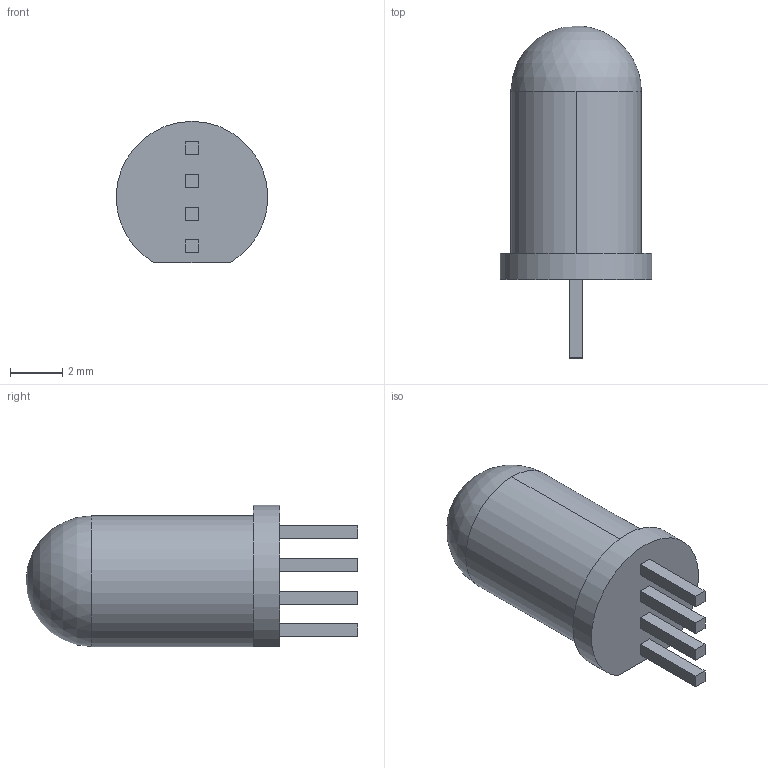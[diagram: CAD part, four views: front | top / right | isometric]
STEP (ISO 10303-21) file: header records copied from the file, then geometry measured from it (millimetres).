
FILE_DESCRIPTION (( 'STEP AP214' ), '1' );
FILE_NAME ('LED-RGB 5mm.STEP', '2013-04-07T10:41:30', ( '' ), ( '' ), 'SwSTEP 2.0', 'SolidWorks 2012', '' );
FILE_SCHEMA (( 'AUTOMOTIVE_DESIGN' ));
Length unit declared in the file: millimetre
Products named in the file (1): LED-RGB 5mm
Bounding box: 5.8 x 12.7 x 5.4 mm (x, y, z)
Volume: 183.1 mm3; surface area: 210.3 mm2
Topology: 1 solids, 1 shells, 27 faces, 64 edges, 42 vertices
Faces by surface type: plane 23, cylinder 3, sphere 1
Entity records: 856 total; most frequent: CARTESIAN_POINT 129, DIRECTION 123, ORIENTED_EDGE 122, EDGE_CURVE 61, LINE 55, VECTOR 55, VERTEX_POINT 40, AXIS2_PLACEMENT_3D 34
